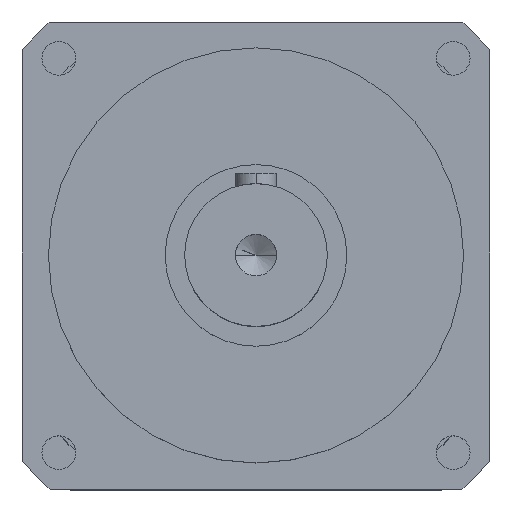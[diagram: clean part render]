
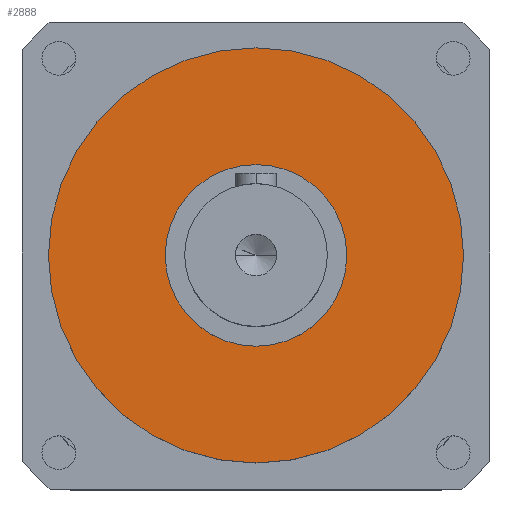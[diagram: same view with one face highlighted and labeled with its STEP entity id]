
A CAD part, top view. The second image highlights one B-rep face of the part: STEP entity #2888.
In plain terms, the highlighted planar face has unit normal (0, 0, 1).
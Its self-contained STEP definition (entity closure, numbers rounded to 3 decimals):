
#62 = EDGE_CURVE ( 'NONE', #287, #4270, #1016, .T. ) ;
#150 = FACE_BOUND ( 'NONE', #1567, .T. ) ;
#243 = DIRECTION ( 'NONE',  ( 1., 0., 0. ) ) ;
#287 = VERTEX_POINT ( 'NONE', #743 ) ;
#320 = CARTESIAN_POINT ( 'NONE',  ( 0., 0., 107. ) ) ;
#414 = PLANE ( 'NONE',  #1473 ) ;
#514 = CARTESIAN_POINT ( 'NONE',  ( 0., 0., 107. ) ) ;
#558 = CIRCLE ( 'NONE', #785, 35. ) ;
#607 = DIRECTION ( 'NONE',  ( 1., 0., 0. ) ) ;
#631 = DIRECTION ( 'NONE',  ( 0., 0., 1. ) ) ;
#646 = DIRECTION ( 'NONE',  ( 1., 0., 0. ) ) ;
#743 = CARTESIAN_POINT ( 'NONE',  ( 35., 0., 107. ) ) ;
#785 = AXIS2_PLACEMENT_3D ( 'NONE', #3898, #631, #607 ) ;
#1016 = CIRCLE ( 'NONE', #1414, 35. ) ;
#1095 = VERTEX_POINT ( 'NONE', #3379 ) ;
#1209 = CARTESIAN_POINT ( 'NONE',  ( 35., 0., 107. ) ) ;
#1410 = AXIS2_PLACEMENT_3D ( 'NONE', #320, #4765, #646 ) ;
#1414 = AXIS2_PLACEMENT_3D ( 'NONE', #514, #2747, #4225 ) ;
#1447 = CIRCLE ( 'NONE', #3907, 80. ) ;
#1473 = AXIS2_PLACEMENT_3D ( 'NONE', #1209, #1925, #4147 ) ;
#1502 = ORIENTED_EDGE ( 'NONE', *, *, #1773, .T. ) ;
#1550 = ORIENTED_EDGE ( 'NONE', *, *, #1638, .F. ) ;
#1567 = EDGE_LOOP ( 'NONE', ( #2203, #1550 ) ) ;
#1610 = CARTESIAN_POINT ( 'NONE',  ( 80., 0., 107. ) ) ;
#1638 = EDGE_CURVE ( 'NONE', #4270, #287, #558, .T. ) ;
#1769 = EDGE_LOOP ( 'NONE', ( #1502, #3674 ) ) ;
#1773 = EDGE_CURVE ( 'NONE', #4217, #1095, #3110, .T. ) ;
#1925 = DIRECTION ( 'NONE',  ( 0., 0., -1. ) ) ;
#2203 = ORIENTED_EDGE ( 'NONE', *, *, #62, .F. ) ;
#2498 = DIRECTION ( 'NONE',  ( 0., 0., 1. ) ) ;
#2747 = DIRECTION ( 'NONE',  ( 0., 0., 1. ) ) ;
#2888 = ADVANCED_FACE ( 'NONE', ( #4488, #150 ), #414, .F. ) ;
#3110 = CIRCLE ( 'NONE', #1410, 80. ) ;
#3379 = CARTESIAN_POINT ( 'NONE',  ( -80., 0., 107. ) ) ;
#3674 = ORIENTED_EDGE ( 'NONE', *, *, #4476, .T. ) ;
#3889 = CARTESIAN_POINT ( 'NONE',  ( -35., 0., 107. ) ) ;
#3898 = CARTESIAN_POINT ( 'NONE',  ( 0., 0., 107. ) ) ;
#3907 = AXIS2_PLACEMENT_3D ( 'NONE', #4760, #2498, #243 ) ;
#4147 = DIRECTION ( 'NONE',  ( -1., 0., 0. ) ) ;
#4217 = VERTEX_POINT ( 'NONE', #1610 ) ;
#4225 = DIRECTION ( 'NONE',  ( 1., 0., 0. ) ) ;
#4270 = VERTEX_POINT ( 'NONE', #3889 ) ;
#4476 = EDGE_CURVE ( 'NONE', #1095, #4217, #1447, .T. ) ;
#4488 = FACE_OUTER_BOUND ( 'NONE', #1769, .T. ) ;
#4760 = CARTESIAN_POINT ( 'NONE',  ( 0., 0., 107. ) ) ;
#4765 = DIRECTION ( 'NONE',  ( 0., 0., 1. ) ) ;
